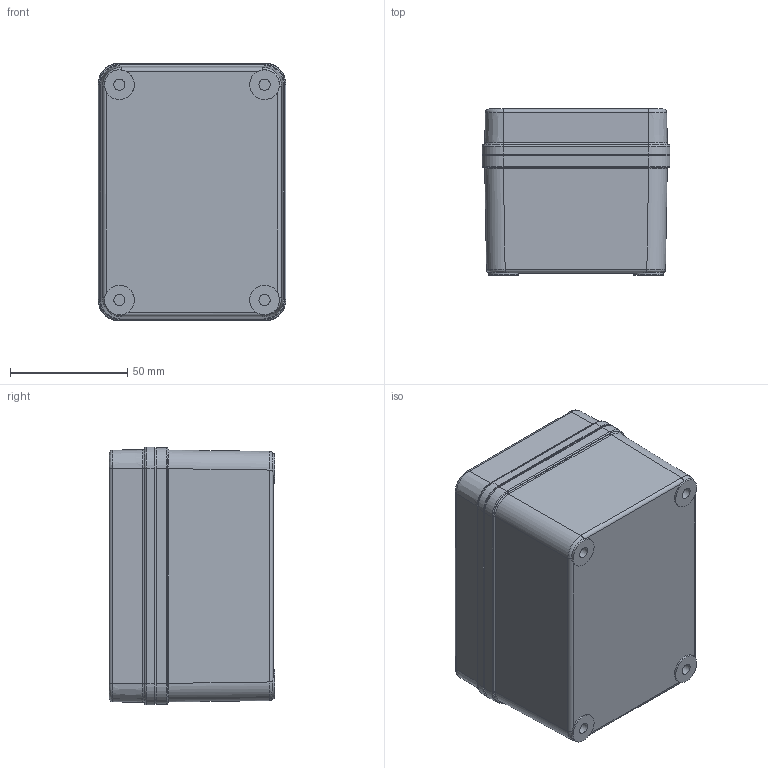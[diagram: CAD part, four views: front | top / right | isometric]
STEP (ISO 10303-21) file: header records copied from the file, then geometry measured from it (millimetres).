
FILE_DESCRIPTION (( 'STEP AP214' ), '1' );
FILE_NAME ('HW-PN4X1PB-22.STEP', '2018-05-03T22:29:23', ( '' ), ( '' ), 'SwSTEP 2.0', 'SolidWorks 2017', '' );
FILE_SCHEMA (( 'AUTOMOTIVE_DESIGN' ));
Length unit declared in the file: inch
Products named in the file (1): HW-PN4X1PB-22
Bounding box: 80.15 x 70.74 x 110.13 mm (x, y, z)
Volume: 164050.4 mm3; surface area: 99128.3 mm2
Topology: 7 solids, 7 shells, 1040 faces, 2588 edges, 1566 vertices
Faces by surface type: cylinder 378, bspline 348, plane 218, torus 64, cone 24, sphere 8
Full cylindrical faces by diameter (mm): 2.54 x12, 4.762 x4, 7 x4, 9.982 x4, 10.998 x4, 11.684 x4, 12.7 x4
Entity records: 74054 total; most frequent: CARTESIAN_POINT 38609, ORIENTED_EDGE 4940, DIRECTION 3832, EDGE_CURVE 2470, VERTEX_POINT 1532, AXIS2_PLACEMENT_3D 1481, EDGE_LOOP 1148, FACE_OUTER_BOUND 1092
